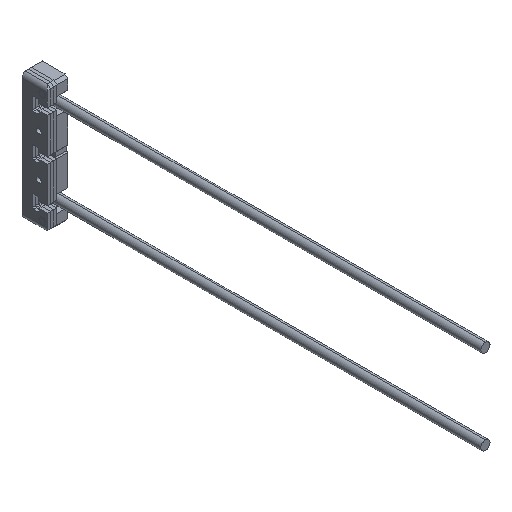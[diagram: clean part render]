
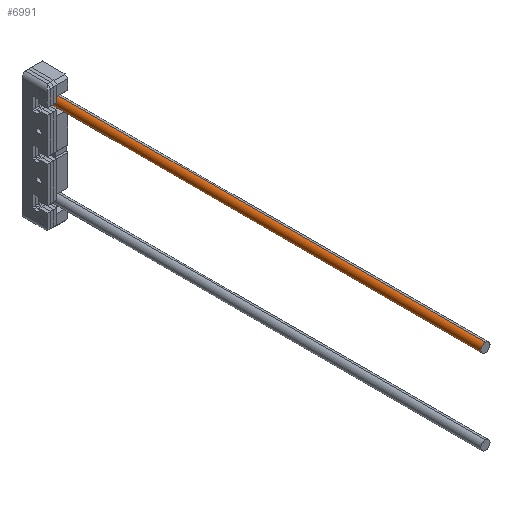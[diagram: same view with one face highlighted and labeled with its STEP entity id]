
A CAD part, isometric view. The second image highlights one B-rep face of the part: STEP entity #6991.
In plain terms, the highlighted cylindrical face has radius 2.145 mm (diameter 4.29 mm), a partial arc.
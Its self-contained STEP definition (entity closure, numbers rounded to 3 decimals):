
#37 = CARTESIAN_POINT ( 'NONE',  ( 0., -207., -2.145 ) ) ;
#215 = CARTESIAN_POINT ( 'NONE',  ( 0., -3., 0. ) ) ;
#338 = VERTEX_POINT ( 'NONE', #2504 ) ;
#933 = CARTESIAN_POINT ( 'NONE',  ( 0., -207., -2.145 ) ) ;
#1135 = EDGE_CURVE ( 'NONE', #338, #6004, #2886, .T. ) ;
#1436 = FACE_OUTER_BOUND ( 'NONE', #2224, .T. ) ;
#1898 = EDGE_CURVE ( 'NONE', #6004, #2256, #2654, .T. ) ;
#2103 = DIRECTION ( 'NONE',  ( 0., 0., -1. ) ) ;
#2136 = AXIS2_PLACEMENT_3D ( 'NONE', #4128, #3539, #5927 ) ;
#2224 = EDGE_LOOP ( 'NONE', ( #4213, #7439, #4886, #3435 ) ) ;
#2256 = VERTEX_POINT ( 'NONE', #6869 ) ;
#2504 = CARTESIAN_POINT ( 'NONE',  ( 0., -207., 2.145 ) ) ;
#2654 = LINE ( 'NONE', #933, #3397 ) ;
#2660 = LINE ( 'NONE', #5579, #6935 ) ;
#2705 = CARTESIAN_POINT ( 'NONE',  ( 0., -3., 2.145 ) ) ;
#2854 = VERTEX_POINT ( 'NONE', #2705 ) ;
#2886 = CIRCLE ( 'NONE', #2136, 2.145 ) ;
#2905 = AXIS2_PLACEMENT_3D ( 'NONE', #215, #6150, #2103 ) ;
#3167 = DIRECTION ( 'NONE',  ( 0., 1., 0. ) ) ;
#3397 = VECTOR ( 'NONE', #3401, 1000. ) ;
#3401 = DIRECTION ( 'NONE',  ( 0., 1., 0. ) ) ;
#3435 = ORIENTED_EDGE ( 'NONE', *, *, #6549, .T. ) ;
#3539 = DIRECTION ( 'NONE',  ( 0., -1., 0. ) ) ;
#3860 = DIRECTION ( 'NONE',  ( 0., 0., 1. ) ) ;
#4128 = CARTESIAN_POINT ( 'NONE',  ( 0., -207., 0. ) ) ;
#4213 = ORIENTED_EDGE ( 'NONE', *, *, #1898, .F. ) ;
#4434 = DIRECTION ( 'NONE',  ( 0., 1., 0. ) ) ;
#4846 = EDGE_CURVE ( 'NONE', #338, #2854, #2660, .T. ) ;
#4886 = ORIENTED_EDGE ( 'NONE', *, *, #4846, .T. ) ;
#5290 = CIRCLE ( 'NONE', #2905, 2.145 ) ;
#5579 = CARTESIAN_POINT ( 'NONE',  ( 0., -207., 2.145 ) ) ;
#5927 = DIRECTION ( 'NONE',  ( 0., 0., -1. ) ) ;
#6004 = VERTEX_POINT ( 'NONE', #37 ) ;
#6150 = DIRECTION ( 'NONE',  ( 0., -1., 0. ) ) ;
#6176 = CARTESIAN_POINT ( 'NONE',  ( 0., -207., 0. ) ) ;
#6549 = EDGE_CURVE ( 'NONE', #2854, #2256, #5290, .T. ) ;
#6869 = CARTESIAN_POINT ( 'NONE',  ( 0., -3., -2.145 ) ) ;
#6935 = VECTOR ( 'NONE', #4434, 1000. ) ;
#6991 = ADVANCED_FACE ( 'NONE', ( #1436 ), #7379, .T. ) ;
#7379 = CYLINDRICAL_SURFACE ( 'NONE', #7730, 2.145 ) ;
#7439 = ORIENTED_EDGE ( 'NONE', *, *, #1135, .F. ) ;
#7730 = AXIS2_PLACEMENT_3D ( 'NONE', #6176, #3167, #3860 ) ;
